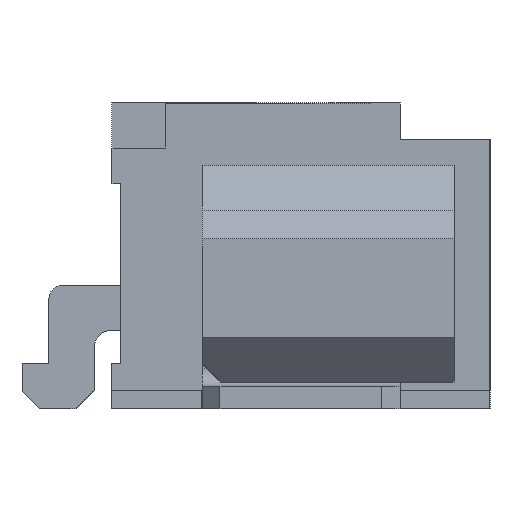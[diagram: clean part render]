
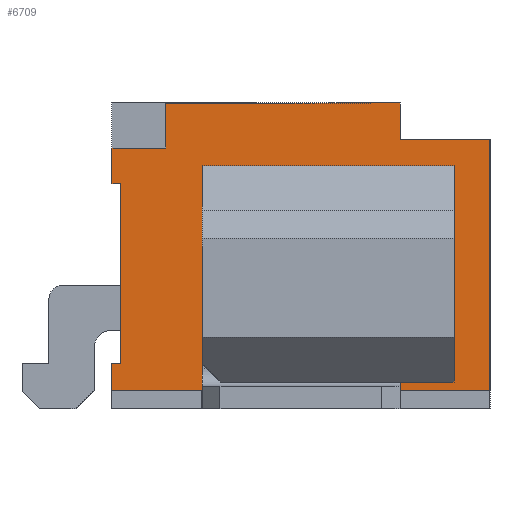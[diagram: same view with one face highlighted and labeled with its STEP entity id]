
A CAD part, left-side view. The second image highlights one B-rep face of the part: STEP entity #6709.
In plain terms, the highlighted planar face has unit normal (-1, 0, 0).
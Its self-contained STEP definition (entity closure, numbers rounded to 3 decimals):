
#93 = LINE ( 'NONE', #9545, #6696 ) ;
#196 = CARTESIAN_POINT ( 'NONE',  ( -4., 1.5, 2.9 ) ) ;
#252 = AXIS2_PLACEMENT_3D ( 'NONE', #2144, #4126, #10829 ) ;
#529 = VERTEX_POINT ( 'NONE', #1519 ) ;
#641 = CARTESIAN_POINT ( 'NONE',  ( -4., 2.1, 2.5 ) ) ;
#762 = VECTOR ( 'NONE', #3048, 1000. ) ;
#789 = CARTESIAN_POINT ( 'NONE',  ( -4., 2., 2.5 ) ) ;
#953 = CARTESIAN_POINT ( 'NONE',  ( -4., 2.1, 2.5 ) ) ;
#1058 = LINE ( 'NONE', #9806, #762 ) ;
#1128 = VECTOR ( 'NONE', #9745, 1000. ) ;
#1388 = LINE ( 'NONE', #1998, #9152 ) ;
#1430 = DIRECTION ( 'NONE',  ( 0., -1., 0. ) ) ;
#1456 = CARTESIAN_POINT ( 'NONE',  ( -4., 1.1, 2.7 ) ) ;
#1471 = EDGE_CURVE ( 'NONE', #10652, #3285, #8904, .T. ) ;
#1519 = CARTESIAN_POINT ( 'NONE',  ( -4., -1.7, 2.7 ) ) ;
#1560 = CARTESIAN_POINT ( 'NONE',  ( -4., 2.1, 0.5 ) ) ;
#1605 = VERTEX_POINT ( 'NONE', #3823 ) ;
#1844 = LINE ( 'NONE', #4542, #11813 ) ;
#1853 = VERTEX_POINT ( 'NONE', #7992 ) ;
#1955 = CARTESIAN_POINT ( 'NONE',  ( -4., 1.5, 3.4 ) ) ;
#1964 = EDGE_LOOP ( 'NONE', ( #12021, #11969, #4085, #9552 ) ) ;
#1998 = CARTESIAN_POINT ( 'NONE',  ( -4., -2.1, 3. ) ) ;
#2010 = VERTEX_POINT ( 'NONE', #641 ) ;
#2087 = DIRECTION ( 'NONE',  ( 0., -1., 0. ) ) ;
#2092 = DIRECTION ( 'NONE',  ( 0., 0., 1. ) ) ;
#2144 = CARTESIAN_POINT ( 'NONE',  ( -4., 2.1, 3.4 ) ) ;
#2209 = EDGE_CURVE ( 'NONE', #1853, #4359, #1388, .T. ) ;
#2274 = VECTOR ( 'NONE', #3502, 1000. ) ;
#2473 = CARTESIAN_POINT ( 'NONE',  ( -4., 1.1, 2.7 ) ) ;
#2588 = ORIENTED_EDGE ( 'NONE', *, *, #11394, .F. ) ;
#2875 = ORIENTED_EDGE ( 'NONE', *, *, #3147, .F. ) ;
#3004 = CARTESIAN_POINT ( 'NONE',  ( -4., -1.1, 3. ) ) ;
#3027 = VERTEX_POINT ( 'NONE', #6099 ) ;
#3048 = DIRECTION ( 'NONE',  ( 0., 0., 1. ) ) ;
#3110 = VERTEX_POINT ( 'NONE', #3696 ) ;
#3147 = EDGE_CURVE ( 'NONE', #3580, #1605, #6423, .T. ) ;
#3258 = ORIENTED_EDGE ( 'NONE', *, *, #2209, .F. ) ;
#3285 = VERTEX_POINT ( 'NONE', #6604 ) ;
#3502 = DIRECTION ( 'NONE',  ( 0., 0., 1. ) ) ;
#3522 = EDGE_CURVE ( 'NONE', #11681, #3027, #6996, .T. ) ;
#3580 = VERTEX_POINT ( 'NONE', #7510 ) ;
#3696 = CARTESIAN_POINT ( 'NONE',  ( -4., -1.1, 3.4 ) ) ;
#3750 = DIRECTION ( 'NONE',  ( 0., 0., 1. ) ) ;
#3823 = CARTESIAN_POINT ( 'NONE',  ( -4., 1.5, 2.9 ) ) ;
#3860 = VECTOR ( 'NONE', #2092, 1000. ) ;
#4085 = ORIENTED_EDGE ( 'NONE', *, *, #10869, .T. ) ;
#4097 = DIRECTION ( 'NONE',  ( 0., 0., 1. ) ) ;
#4126 = DIRECTION ( 'NONE',  ( 1., 0., 0. ) ) ;
#4252 = CARTESIAN_POINT ( 'NONE',  ( -4., -2.1, 3.4 ) ) ;
#4295 = EDGE_CURVE ( 'NONE', #10715, #11892, #10947, .T. ) ;
#4346 = LINE ( 'NONE', #953, #11677 ) ;
#4359 = VERTEX_POINT ( 'NONE', #6376 ) ;
#4542 = CARTESIAN_POINT ( 'NONE',  ( -4., 2.1, 3.4 ) ) ;
#4672 = CARTESIAN_POINT ( 'NONE',  ( -4., 2.1, 0.2 ) ) ;
#4775 = CARTESIAN_POINT ( 'NONE',  ( -4., -1.7, 0.3 ) ) ;
#5114 = ORIENTED_EDGE ( 'NONE', *, *, #3522, .F. ) ;
#5428 = CARTESIAN_POINT ( 'NONE',  ( -4., 1.5, 2.9 ) ) ;
#5514 = DIRECTION ( 'NONE',  ( 0., -1., 0. ) ) ;
#5697 = EDGE_CURVE ( 'NONE', #6405, #529, #11338, .T. ) ;
#6099 = CARTESIAN_POINT ( 'NONE',  ( -4., 2., 0.5 ) ) ;
#6294 = VECTOR ( 'NONE', #1430, 1000. ) ;
#6356 = FACE_OUTER_BOUND ( 'NONE', #8062, .T. ) ;
#6376 = CARTESIAN_POINT ( 'NONE',  ( -4., -2.1, 3. ) ) ;
#6405 = VERTEX_POINT ( 'NONE', #2473 ) ;
#6423 = LINE ( 'NONE', #196, #8953 ) ;
#6600 = VERTEX_POINT ( 'NONE', #1955 ) ;
#6604 = CARTESIAN_POINT ( 'NONE',  ( -4., -2.1, 0.2 ) ) ;
#6637 = EDGE_CURVE ( 'NONE', #1853, #3110, #7539, .T. ) ;
#6696 = VECTOR ( 'NONE', #12355, 1000. ) ;
#6709 = ADVANCED_FACE ( 'NONE', ( #6356, #11402 ), #9890, .F. ) ;
#6845 = EDGE_CURVE ( 'NONE', #3285, #4359, #7981, .T. ) ;
#6935 = CARTESIAN_POINT ( 'NONE',  ( -4., 2.1, 0.2 ) ) ;
#6996 = LINE ( 'NONE', #9015, #11758 ) ;
#7213 = EDGE_CURVE ( 'NONE', #8235, #2010, #4346, .T. ) ;
#7248 = ORIENTED_EDGE ( 'NONE', *, *, #12238, .F. ) ;
#7445 = LINE ( 'NONE', #5428, #2274 ) ;
#7510 = CARTESIAN_POINT ( 'NONE',  ( -4., 2.1, 2.9 ) ) ;
#7539 = LINE ( 'NONE', #3004, #12297 ) ;
#7611 = EDGE_CURVE ( 'NONE', #6600, #3110, #1844, .T. ) ;
#7703 = ORIENTED_EDGE ( 'NONE', *, *, #11844, .F. ) ;
#7790 = DIRECTION ( 'NONE',  ( 0., 1., 0. ) ) ;
#7922 = CARTESIAN_POINT ( 'NONE',  ( -4., 2.1, 3.4 ) ) ;
#7981 = LINE ( 'NONE', #4252, #10222 ) ;
#7992 = CARTESIAN_POINT ( 'NONE',  ( -4., -1.1, 3. ) ) ;
#8062 = EDGE_LOOP ( 'NONE', ( #10346, #7248, #2875, #11544, #8776, #7703, #5114, #2588, #8376, #11523, #3258, #9563 ) ) ;
#8235 = VERTEX_POINT ( 'NONE', #8262 ) ;
#8258 = DIRECTION ( 'NONE',  ( 0., -1., 0. ) ) ;
#8262 = CARTESIAN_POINT ( 'NONE',  ( -4., 2., 2.5 ) ) ;
#8301 = CARTESIAN_POINT ( 'NONE',  ( -4., 1.1, 0.3 ) ) ;
#8376 = ORIENTED_EDGE ( 'NONE', *, *, #1471, .T. ) ;
#8421 = EDGE_CURVE ( 'NONE', #2010, #3580, #93, .T. ) ;
#8737 = VECTOR ( 'NONE', #8258, 1000. ) ;
#8776 = ORIENTED_EDGE ( 'NONE', *, *, #7213, .F. ) ;
#8805 = LINE ( 'NONE', #789, #11321 ) ;
#8904 = LINE ( 'NONE', #6935, #1128 ) ;
#8926 = DIRECTION ( 'NONE',  ( 0., -1., 0. ) ) ;
#8953 = VECTOR ( 'NONE', #11785, 1000. ) ;
#9015 = CARTESIAN_POINT ( 'NONE',  ( -4., 2.1, 0.5 ) ) ;
#9152 = VECTOR ( 'NONE', #2087, 1000. ) ;
#9544 = LINE ( 'NONE', #9865, #12061 ) ;
#9545 = CARTESIAN_POINT ( 'NONE',  ( -4., 2.1, 3.4 ) ) ;
#9552 = ORIENTED_EDGE ( 'NONE', *, *, #5697, .T. ) ;
#9563 = ORIENTED_EDGE ( 'NONE', *, *, #6637, .T. ) ;
#9745 = DIRECTION ( 'NONE',  ( 0., -1., 0. ) ) ;
#9806 = CARTESIAN_POINT ( 'NONE',  ( -4., -1.7, 0.3 ) ) ;
#9865 = CARTESIAN_POINT ( 'NONE',  ( -4., 1.1, 0.3 ) ) ;
#9890 = PLANE ( 'NONE',  #252 ) ;
#10159 = EDGE_CURVE ( 'NONE', #11892, #529, #1058, .T. ) ;
#10222 = VECTOR ( 'NONE', #11901, 1000. ) ;
#10346 = ORIENTED_EDGE ( 'NONE', *, *, #7611, .F. ) ;
#10652 = VERTEX_POINT ( 'NONE', #4672 ) ;
#10709 = DIRECTION ( 'NONE',  ( 0., 0., 1. ) ) ;
#10715 = VERTEX_POINT ( 'NONE', #11463 ) ;
#10829 = DIRECTION ( 'NONE',  ( 0., 0., -1. ) ) ;
#10869 = EDGE_CURVE ( 'NONE', #10715, #6405, #9544, .T. ) ;
#10947 = LINE ( 'NONE', #8301, #8737 ) ;
#11189 = LINE ( 'NONE', #7922, #3860 ) ;
#11321 = VECTOR ( 'NONE', #3750, 1000. ) ;
#11338 = LINE ( 'NONE', #1456, #6294 ) ;
#11394 = EDGE_CURVE ( 'NONE', #10652, #11681, #11189, .T. ) ;
#11402 = FACE_BOUND ( 'NONE', #1964, .T. ) ;
#11463 = CARTESIAN_POINT ( 'NONE',  ( -4., 1.1, 0.3 ) ) ;
#11523 = ORIENTED_EDGE ( 'NONE', *, *, #6845, .T. ) ;
#11544 = ORIENTED_EDGE ( 'NONE', *, *, #8421, .F. ) ;
#11677 = VECTOR ( 'NONE', #7790, 1000. ) ;
#11681 = VERTEX_POINT ( 'NONE', #1560 ) ;
#11758 = VECTOR ( 'NONE', #8926, 1000. ) ;
#11785 = DIRECTION ( 'NONE',  ( 0., -1., 0. ) ) ;
#11813 = VECTOR ( 'NONE', #5514, 1000. ) ;
#11844 = EDGE_CURVE ( 'NONE', #3027, #8235, #8805, .T. ) ;
#11892 = VERTEX_POINT ( 'NONE', #4775 ) ;
#11901 = DIRECTION ( 'NONE',  ( 0., 0., 1. ) ) ;
#11969 = ORIENTED_EDGE ( 'NONE', *, *, #4295, .F. ) ;
#12021 = ORIENTED_EDGE ( 'NONE', *, *, #10159, .F. ) ;
#12061 = VECTOR ( 'NONE', #4097, 1000. ) ;
#12238 = EDGE_CURVE ( 'NONE', #1605, #6600, #7445, .T. ) ;
#12297 = VECTOR ( 'NONE', #10709, 1000. ) ;
#12355 = DIRECTION ( 'NONE',  ( 0., 0., 1. ) ) ;
